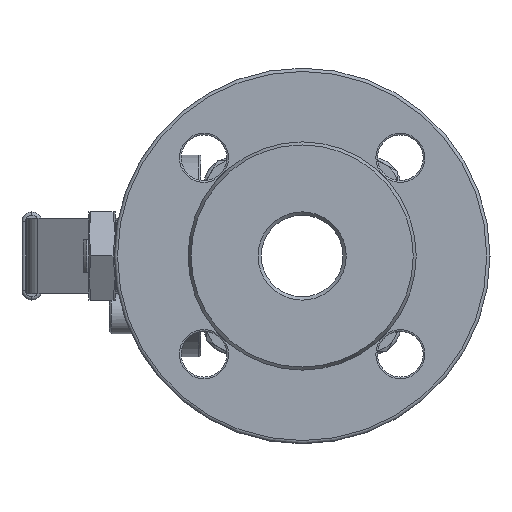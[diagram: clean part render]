
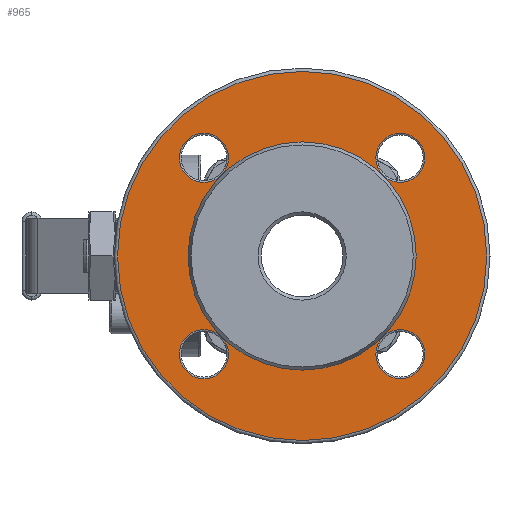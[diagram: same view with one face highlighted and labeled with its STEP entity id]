
A CAD part, left-side view. The second image highlights one B-rep face of the part: STEP entity #965.
In plain terms, the highlighted planar face has unit normal (-1, 0, 0).
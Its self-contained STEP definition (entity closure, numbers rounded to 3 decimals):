
#965 = ADVANCED_FACE ( 'NONE', ( #15775, #6031, #5119, #19956, #44396, #29978 ), #34378, .T. ) ;
#1413 = CIRCLE ( 'NONE', #40780, 7.5 ) ;
#3850 = CARTESIAN_POINT ( 'NONE',  ( -72., -37.552, -30.052 ) ) ;
#4071 = CARTESIAN_POINT ( 'NONE',  ( -72., 34.933, 0. ) ) ;
#4342 = AXIS2_PLACEMENT_3D ( 'NONE', #42897, #32438, #22428 ) ;
#5119 = FACE_BOUND ( 'NONE', #21663, .T. ) ;
#5461 = DIRECTION ( 'NONE',  ( -1., 0., 0. ) ) ;
#6031 = FACE_BOUND ( 'NONE', #28490, .T. ) ;
#6528 = CARTESIAN_POINT ( 'NONE',  ( -72., -30.052, 30.052 ) ) ;
#8006 = VERTEX_POINT ( 'NONE', #21943 ) ;
#9048 = DIRECTION ( 'NONE',  ( 0., -1., 0. ) ) ;
#9554 = DIRECTION ( 'NONE',  ( 1., 0., 0. ) ) ;
#9816 = ORIENTED_EDGE ( 'NONE', *, *, #13045, .T. ) ;
#10649 = DIRECTION ( 'NONE',  ( 0., -1., 0. ) ) ;
#12825 = CIRCLE ( 'NONE', #44753, 34.933 ) ;
#13017 = EDGE_CURVE ( 'NONE', #39875, #39875, #13279, .T. ) ;
#13045 = EDGE_CURVE ( 'NONE', #25220, #25220, #39994, .T. ) ;
#13279 = CIRCLE ( 'NONE', #4342, 7.5 ) ;
#13383 = CARTESIAN_POINT ( 'NONE',  ( -72., 0., 0. ) ) ;
#13796 = EDGE_LOOP ( 'NONE', ( #35364 ) ) ;
#13924 = DIRECTION ( 'NONE',  ( 1., 0., 0. ) ) ;
#15775 = FACE_BOUND ( 'NONE', #29383, .T. ) ;
#15952 = EDGE_CURVE ( 'NONE', #8006, #8006, #20014, .T. ) ;
#16825 = DIRECTION ( 'NONE',  ( 0., -1., 0. ) ) ;
#16966 = EDGE_LOOP ( 'NONE', ( #43728 ) ) ;
#17188 = DIRECTION ( 'NONE',  ( 0., -1., 0. ) ) ;
#17486 = CARTESIAN_POINT ( 'NONE',  ( -72., 22.552, 30.052 ) ) ;
#18009 = DIRECTION ( 'NONE',  ( 1., 0., 0. ) ) ;
#19956 = FACE_BOUND ( 'NONE', #28656, .T. ) ;
#20014 = CIRCLE ( 'NONE', #29695, 56.5 ) ;
#20310 = CARTESIAN_POINT ( 'NONE',  ( -72., -37.552, 30.052 ) ) ;
#20700 = EDGE_CURVE ( 'NONE', #42638, #42638, #12825, .T. ) ;
#21663 = EDGE_LOOP ( 'NONE', ( #9816 ) ) ;
#21943 = CARTESIAN_POINT ( 'NONE',  ( -72., -56.5, 0. ) ) ;
#22428 = DIRECTION ( 'NONE',  ( 0., -1., 0. ) ) ;
#23457 = AXIS2_PLACEMENT_3D ( 'NONE', #6528, #9554, #17188 ) ;
#24248 = AXIS2_PLACEMENT_3D ( 'NONE', #26692, #26468, #9048 ) ;
#25220 = VERTEX_POINT ( 'NONE', #39398 ) ;
#25912 = DIRECTION ( 'NONE',  ( 0., -1., 0. ) ) ;
#26468 = DIRECTION ( 'NONE',  ( -1., 0., 0. ) ) ;
#26692 = CARTESIAN_POINT ( 'NONE',  ( -72., 57.5, 0. ) ) ;
#27073 = DIRECTION ( 'NONE',  ( 0., 1., 0. ) ) ;
#27987 = DIRECTION ( 'NONE',  ( 1., 0., 0. ) ) ;
#28490 = EDGE_LOOP ( 'NONE', ( #33206 ) ) ;
#28656 = EDGE_LOOP ( 'NONE', ( #36548 ) ) ;
#29383 = EDGE_LOOP ( 'NONE', ( #38268 ) ) ;
#29590 = AXIS2_PLACEMENT_3D ( 'NONE', #29650, #18009, #25912 ) ;
#29650 = CARTESIAN_POINT ( 'NONE',  ( -72., 30.052, -30.052 ) ) ;
#29695 = AXIS2_PLACEMENT_3D ( 'NONE', #34267, #5461, #16825 ) ;
#29978 = FACE_BOUND ( 'NONE', #13796, .T. ) ;
#32438 = DIRECTION ( 'NONE',  ( 1., 0., 0. ) ) ;
#33206 = ORIENTED_EDGE ( 'NONE', *, *, #13017, .T. ) ;
#34267 = CARTESIAN_POINT ( 'NONE',  ( -72., 0., 0. ) ) ;
#34378 = PLANE ( 'NONE',  #24248 ) ;
#35172 = VERTEX_POINT ( 'NONE', #17486 ) ;
#35364 = ORIENTED_EDGE ( 'NONE', *, *, #20700, .T. ) ;
#36548 = ORIENTED_EDGE ( 'NONE', *, *, #42924, .T. ) ;
#37975 = VERTEX_POINT ( 'NONE', #20310 ) ;
#38268 = ORIENTED_EDGE ( 'NONE', *, *, #38728, .T. ) ;
#38728 = EDGE_CURVE ( 'NONE', #37975, #37975, #45021, .T. ) ;
#39398 = CARTESIAN_POINT ( 'NONE',  ( -72., 22.552, -30.052 ) ) ;
#39875 = VERTEX_POINT ( 'NONE', #3850 ) ;
#39994 = CIRCLE ( 'NONE', #29590, 7.5 ) ;
#40780 = AXIS2_PLACEMENT_3D ( 'NONE', #42717, #13924, #10649 ) ;
#42638 = VERTEX_POINT ( 'NONE', #4071 ) ;
#42717 = CARTESIAN_POINT ( 'NONE',  ( -72., 30.052, 30.052 ) ) ;
#42897 = CARTESIAN_POINT ( 'NONE',  ( -72., -30.052, -30.052 ) ) ;
#42924 = EDGE_CURVE ( 'NONE', #35172, #35172, #1413, .T. ) ;
#43728 = ORIENTED_EDGE ( 'NONE', *, *, #15952, .T. ) ;
#44396 = FACE_OUTER_BOUND ( 'NONE', #16966, .T. ) ;
#44753 = AXIS2_PLACEMENT_3D ( 'NONE', #13383, #27987, #27073 ) ;
#45021 = CIRCLE ( 'NONE', #23457, 7.5 ) ;
